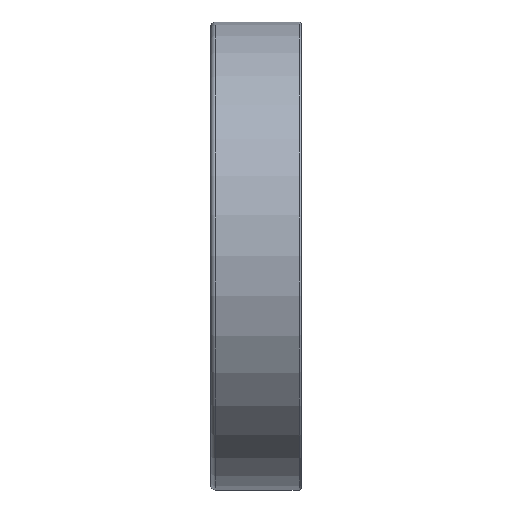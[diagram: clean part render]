
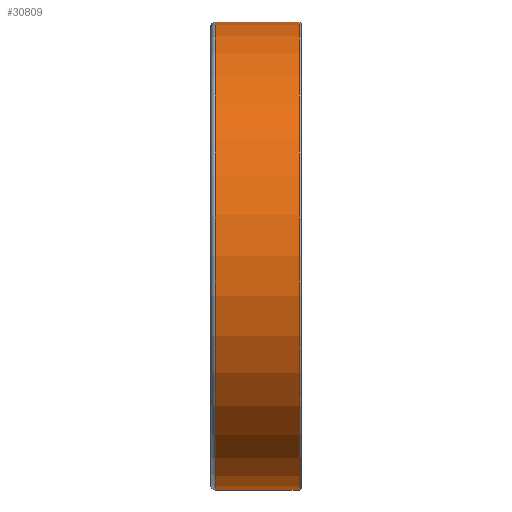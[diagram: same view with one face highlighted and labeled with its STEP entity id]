
A CAD part, top view. The second image highlights one B-rep face of the part: STEP entity #30809.
In plain terms, the highlighted cylindrical face has radius 31 mm (diameter 62 mm), a partial arc.
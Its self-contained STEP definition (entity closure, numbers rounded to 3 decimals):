
#19126=DIRECTION('',(-1.,0.,0.));
#19127=VECTOR('',#19126,11.1);
#19128=CARTESIAN_POINT('',(5.7,31.,0.));
#19129=LINE('',#19128,#19127);
#19133=DIRECTION('',(-1.,0.,0.));
#19134=VECTOR('',#19133,11.1);
#19135=CARTESIAN_POINT('',(5.7,-31.,0.));
#19136=LINE('',#19135,#19134);
#19148=CARTESIAN_POINT('',(5.7,0.,0.));
#19149=DIRECTION('',(1.,0.,0.));
#19150=DIRECTION('',(0.,1.,0.));
#19151=AXIS2_PLACEMENT_3D('',#19148,#19149,#19150);
#19156=CARTESIAN_POINT('',(-5.4,0.,0.));
#19157=DIRECTION('',(1.,0.,0.));
#19158=DIRECTION('',(0.,1.,0.));
#19159=AXIS2_PLACEMENT_3D('',#19156,#19157,#19158);
#27303=CARTESIAN_POINT('',(5.7,31.,0.));
#27304=CARTESIAN_POINT('',(-5.4,31.,0.));
#27305=VERTEX_POINT('',#27303);
#27306=VERTEX_POINT('',#27304);
#27315=CARTESIAN_POINT('',(5.7,-31.,0.));
#27316=CARTESIAN_POINT('',(-5.4,-31.,0.));
#27317=VERTEX_POINT('',#27315);
#27318=VERTEX_POINT('',#27316);
#30797=CARTESIAN_POINT('',(-6.6,0.,0.));
#30798=DIRECTION('',(1.,0.,0.));
#30799=DIRECTION('',(0.,-1.,0.));
#30800=AXIS2_PLACEMENT_3D('',#30797,#30798,#30799);
#30801=CYLINDRICAL_SURFACE('',#30800,31.);
#30802=ORIENTED_EDGE('',*,*,#30787,.F.);
#30803=ORIENTED_EDGE('',*,*,#30764,.T.);
#30804=ORIENTED_EDGE('',*,*,#30791,.T.);
#30806=ORIENTED_EDGE('',*,*,#30805,.F.);
#30807=EDGE_LOOP('',(#30802,#30803,#30804,#30806));
#30808=FACE_OUTER_BOUND('',#30807,.F.);
#19152=CIRCLE('',#19151,31.);
#19160=CIRCLE('',#19159,31.);
#30764=EDGE_CURVE('',#27305,#27317,#19152,.T.);
#30787=EDGE_CURVE('',#27305,#27306,#19129,.T.);
#30791=EDGE_CURVE('',#27317,#27318,#19136,.T.);
#30805=EDGE_CURVE('',#27306,#27318,#19160,.T.);
#30809=ADVANCED_FACE('',(#30808),#30801,.T.);
